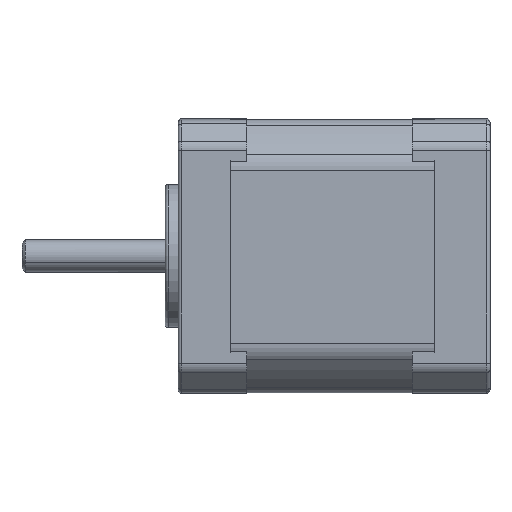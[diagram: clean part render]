
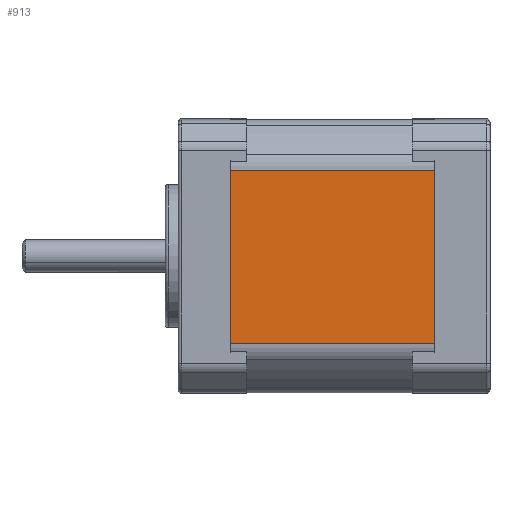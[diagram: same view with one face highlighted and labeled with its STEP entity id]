
A CAD part, left-side view. The second image highlights one B-rep face of the part: STEP entity #913.
In plain terms, the highlighted face is planar.
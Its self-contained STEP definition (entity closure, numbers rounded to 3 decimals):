
#182 = CARTESIAN_POINT ( 'NONE',  ( -21., 31.5, 13.325 ) ) ;
#913 = ADVANCED_FACE ( 'NONE', ( #3251 ), #1439, .F. ) ;
#954 = VECTOR ( 'NONE', #4449, 1000. ) ;
#1084 = CARTESIAN_POINT ( 'NONE',  ( -21., 0., -13.325 ) ) ;
#1405 = CARTESIAN_POINT ( 'NONE',  ( -21., 31.5, 14.641 ) ) ;
#1439 = PLANE ( 'NONE',  #3187 ) ;
#1588 = VECTOR ( 'NONE', #6539, 1000. ) ;
#1631 = EDGE_LOOP ( 'NONE', ( #3015, #6644, #6200, #3382 ) ) ;
#2036 = DIRECTION ( 'NONE',  ( 1., 0., 0. ) ) ;
#2772 = DIRECTION ( 'NONE',  ( 0., 1., 0. ) ) ;
#2951 = VECTOR ( 'NONE', #2772, 1000. ) ;
#3015 = ORIENTED_EDGE ( 'NONE', *, *, #5784, .F. ) ;
#3119 = EDGE_CURVE ( 'NONE', #7409, #3152, #3509, .T. ) ;
#3141 = CARTESIAN_POINT ( 'NONE',  ( -21., 0., 13.325 ) ) ;
#3152 = VERTEX_POINT ( 'NONE', #3141 ) ;
#3187 = AXIS2_PLACEMENT_3D ( 'NONE', #1405, #2036, #6195 ) ;
#3251 = FACE_OUTER_BOUND ( 'NONE', #1631, .T. ) ;
#3300 = VERTEX_POINT ( 'NONE', #3893 ) ;
#3382 = ORIENTED_EDGE ( 'NONE', *, *, #4421, .T. ) ;
#3509 = LINE ( 'NONE', #3717, #5080 ) ;
#3717 = CARTESIAN_POINT ( 'NONE',  ( -21., 0., 14.641 ) ) ;
#3893 = CARTESIAN_POINT ( 'NONE',  ( -21., 31.5, -13.325 ) ) ;
#4421 = EDGE_CURVE ( 'NONE', #3152, #7025, #7692, .T. ) ;
#4449 = DIRECTION ( 'NONE',  ( 0., 0., 1. ) ) ;
#4906 = DIRECTION ( 'NONE',  ( 0., 0., 1. ) ) ;
#4947 = LINE ( 'NONE', #5931, #1588 ) ;
#5080 = VECTOR ( 'NONE', #4906, 1000. ) ;
#5784 = EDGE_CURVE ( 'NONE', #3300, #7025, #6730, .T. ) ;
#5931 = CARTESIAN_POINT ( 'NONE',  ( -21., 31.5, -13.325 ) ) ;
#6195 = DIRECTION ( 'NONE',  ( 0., 0., -1. ) ) ;
#6200 = ORIENTED_EDGE ( 'NONE', *, *, #3119, .T. ) ;
#6319 = CARTESIAN_POINT ( 'NONE',  ( -21., 31.5, 13.325 ) ) ;
#6539 = DIRECTION ( 'NONE',  ( 0., -1., 0. ) ) ;
#6644 = ORIENTED_EDGE ( 'NONE', *, *, #7506, .T. ) ;
#6730 = LINE ( 'NONE', #7434, #954 ) ;
#7025 = VERTEX_POINT ( 'NONE', #182 ) ;
#7409 = VERTEX_POINT ( 'NONE', #1084 ) ;
#7434 = CARTESIAN_POINT ( 'NONE',  ( -21., 31.5, 14.641 ) ) ;
#7506 = EDGE_CURVE ( 'NONE', #3300, #7409, #4947, .T. ) ;
#7692 = LINE ( 'NONE', #6319, #2951 ) ;
